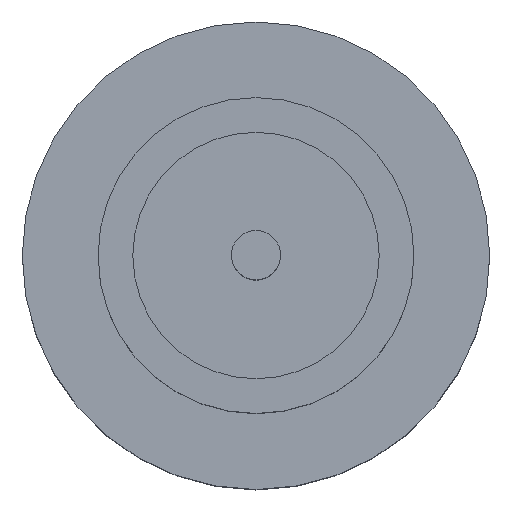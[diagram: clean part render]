
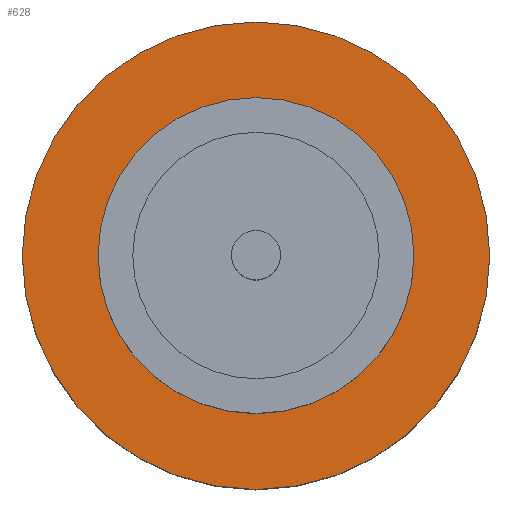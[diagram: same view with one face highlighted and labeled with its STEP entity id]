
A CAD part, top view. The second image highlights one B-rep face of the part: STEP entity #628.
In plain terms, the highlighted planar face has unit normal (0, 0, 1).
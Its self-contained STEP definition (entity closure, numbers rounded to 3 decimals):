
#19 = VERTEX_POINT ( 'NONE', #631 ) ;
#47 = DIRECTION ( 'NONE',  ( 1., 0., 0. ) ) ;
#65 = CARTESIAN_POINT ( 'NONE',  ( -1.25, 0., 1.55 ) ) ;
#76 = CARTESIAN_POINT ( 'NONE',  ( 0., 0., 1.55 ) ) ;
#103 = AXIS2_PLACEMENT_3D ( 'NONE', #748, #388, #130 ) ;
#128 = EDGE_CURVE ( 'NONE', #704, #19, #511, .T. ) ;
#130 = DIRECTION ( 'NONE',  ( 1., 0., 0. ) ) ;
#131 = CARTESIAN_POINT ( 'NONE',  ( 0., 0., 1.55 ) ) ;
#140 = EDGE_CURVE ( 'NONE', #153, #775, #850, .T. ) ;
#153 = VERTEX_POINT ( 'NONE', #244 ) ;
#166 = DIRECTION ( 'NONE',  ( 0., 0., 1. ) ) ;
#177 = EDGE_LOOP ( 'NONE', ( #836, #434 ) ) ;
#220 = AXIS2_PLACEMENT_3D ( 'NONE', #248, #439, #47 ) ;
#237 = FACE_OUTER_BOUND ( 'NONE', #177, .T. ) ;
#241 = PLANE ( 'NONE',  #289 ) ;
#244 = CARTESIAN_POINT ( 'NONE',  ( 1.25, 0., 1.55 ) ) ;
#248 = CARTESIAN_POINT ( 'NONE',  ( 0., 0., 1.55 ) ) ;
#253 = CARTESIAN_POINT ( 'NONE',  ( -1.85, 0., 1.55 ) ) ;
#289 = AXIS2_PLACEMENT_3D ( 'NONE', #839, #166, #708 ) ;
#321 = EDGE_CURVE ( 'NONE', #19, #704, #483, .T. ) ;
#327 = DIRECTION ( 'NONE',  ( 0., 0., 1. ) ) ;
#339 = DIRECTION ( 'NONE',  ( 0., 0., 1. ) ) ;
#370 = ORIENTED_EDGE ( 'NONE', *, *, #140, .F. ) ;
#388 = DIRECTION ( 'NONE',  ( 0., 0., 1. ) ) ;
#392 = DIRECTION ( 'NONE',  ( 1., 0., 0. ) ) ;
#434 = ORIENTED_EDGE ( 'NONE', *, *, #321, .T. ) ;
#439 = DIRECTION ( 'NONE',  ( 0., 0., 1. ) ) ;
#483 = CIRCLE ( 'NONE', #648, 1.85 ) ;
#511 = CIRCLE ( 'NONE', #220, 1.85 ) ;
#527 = EDGE_LOOP ( 'NONE', ( #370, #777 ) ) ;
#579 = AXIS2_PLACEMENT_3D ( 'NONE', #131, #327, #392 ) ;
#607 = DIRECTION ( 'NONE',  ( 1., 0., 0. ) ) ;
#628 = ADVANCED_FACE ( 'NONE', ( #793, #237 ), #241, .T. ) ;
#631 = CARTESIAN_POINT ( 'NONE',  ( 1.85, 0., 1.55 ) ) ;
#648 = AXIS2_PLACEMENT_3D ( 'NONE', #76, #339, #607 ) ;
#704 = VERTEX_POINT ( 'NONE', #253 ) ;
#708 = DIRECTION ( 'NONE',  ( 1., 0., 0. ) ) ;
#748 = CARTESIAN_POINT ( 'NONE',  ( 0., 0., 1.55 ) ) ;
#775 = VERTEX_POINT ( 'NONE', #65 ) ;
#777 = ORIENTED_EDGE ( 'NONE', *, *, #780, .F. ) ;
#780 = EDGE_CURVE ( 'NONE', #775, #153, #845, .T. ) ;
#793 = FACE_BOUND ( 'NONE', #527, .T. ) ;
#836 = ORIENTED_EDGE ( 'NONE', *, *, #128, .T. ) ;
#839 = CARTESIAN_POINT ( 'NONE',  ( 0., 0., 1.55 ) ) ;
#845 = CIRCLE ( 'NONE', #103, 1.25 ) ;
#850 = CIRCLE ( 'NONE', #579, 1.25 ) ;
